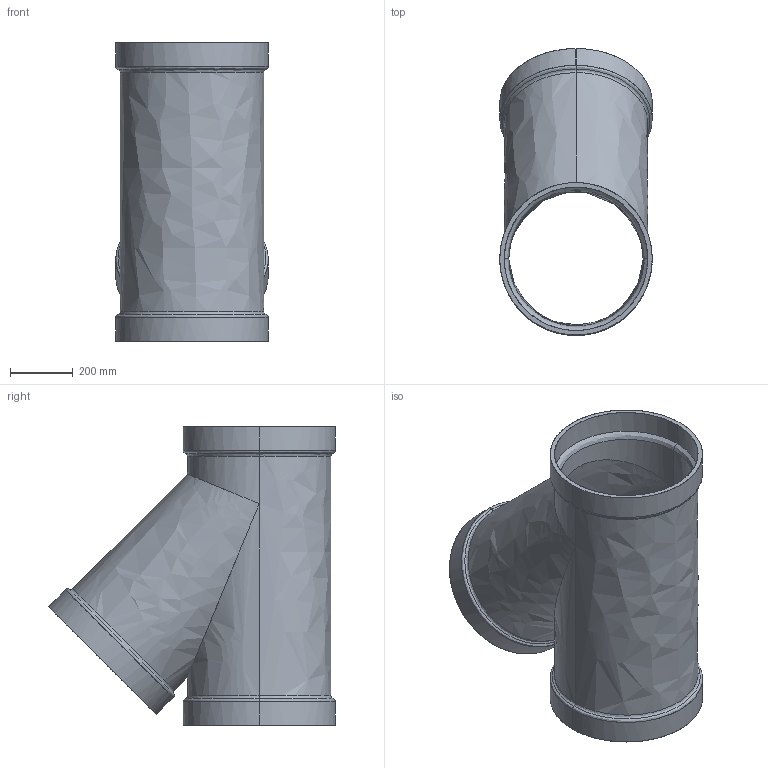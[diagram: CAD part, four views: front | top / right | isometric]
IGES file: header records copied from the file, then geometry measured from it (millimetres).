
Start section: SolidWorks IGES file using NURBS representation for surfaces
Global section: file name: PVCW18.IGS; native system: SolidWorks 2022; preprocessor: SolidWorks 2022; author: Cullen; date: 230415.140656; units: inch
Bounding box: 485.75 x 914.14 x 952.5 mm (x, y, z)
Surface area: 3667361.5 mm2 (no closed solid volume)
Topology: 0 solids, 0 shells, 43 faces, 956 edges, 1048 vertices
Faces by surface type: bspline 43
